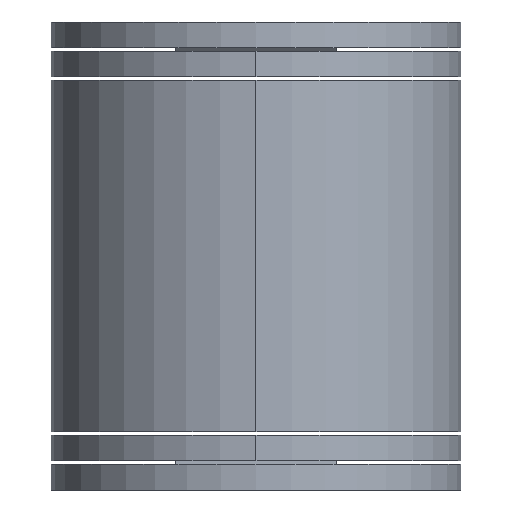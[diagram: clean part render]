
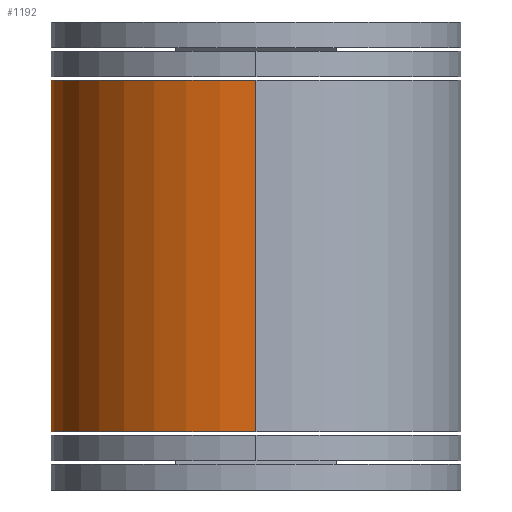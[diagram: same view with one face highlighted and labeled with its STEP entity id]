
A CAD part, left-side view. The second image highlights one B-rep face of the part: STEP entity #1192.
In plain terms, the highlighted cylindrical face has radius 6.35 mm (diameter 12.7 mm), a partial arc.
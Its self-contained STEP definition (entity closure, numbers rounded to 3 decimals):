
#1141=CARTESIAN_POINT('',(0.,0.,-5.45));
#1142=DIRECTION('',(0.,0.,-1.));
#1143=DIRECTION('',(-1.,0.,0.));
#1144=AXIS2_PLACEMENT_3D('',#1141,#1142,#1143);
#1146=DIRECTION('',(0.,0.,1.));
#1147=VECTOR('',#1146,10.9);
#1148=CARTESIAN_POINT('',(6.35,0.,-5.45));
#1149=LINE('',#1148,#1147);
#1150=CARTESIAN_POINT('',(0.,0.,5.45));
#1151=DIRECTION('',(0.,0.,1.));
#1152=DIRECTION('',(1.,0.,0.));
#1153=AXIS2_PLACEMENT_3D('',#1150,#1151,#1152);
#1160=DIRECTION('',(0.,0.,1.));
#1161=VECTOR('',#1160,10.9);
#1162=CARTESIAN_POINT('',(-6.35,0.,-5.45));
#1163=LINE('',#1162,#1161);
#1169=CARTESIAN_POINT('',(-6.35,0.,-5.45));
#1170=CARTESIAN_POINT('',(6.35,0.,-5.45));
#1171=VERTEX_POINT('',#1169);
#1172=VERTEX_POINT('',#1170);
#1173=CARTESIAN_POINT('',(6.35,0.,5.45));
#1174=CARTESIAN_POINT('',(-6.35,0.,5.45));
#1175=VERTEX_POINT('',#1173);
#1176=VERTEX_POINT('',#1174);
#1177=CARTESIAN_POINT('',(0.,0.,-7.25));
#1178=DIRECTION('',(0.,0.,1.));
#1179=DIRECTION('',(1.,0.,0.));
#1180=AXIS2_PLACEMENT_3D('',#1177,#1178,#1179);
#1181=CYLINDRICAL_SURFACE('',#1180,6.35);
#1183=ORIENTED_EDGE('',*,*,#1182,.T.);
#1185=ORIENTED_EDGE('',*,*,#1184,.T.);
#1187=ORIENTED_EDGE('',*,*,#1186,.T.);
#1189=ORIENTED_EDGE('',*,*,#1188,.F.);
#1190=EDGE_LOOP('',(#1183,#1185,#1187,#1189));
#1191=FACE_OUTER_BOUND('',#1190,.F.);
#1145=CIRCLE('',#1144,6.35);
#1154=CIRCLE('',#1153,6.35);
#1182=EDGE_CURVE('',#1171,#1172,#1145,.T.);
#1184=EDGE_CURVE('',#1172,#1175,#1149,.T.);
#1186=EDGE_CURVE('',#1175,#1176,#1154,.T.);
#1188=EDGE_CURVE('',#1171,#1176,#1163,.T.);
#1192=ADVANCED_FACE('',(#1191),#1181,.T.);
